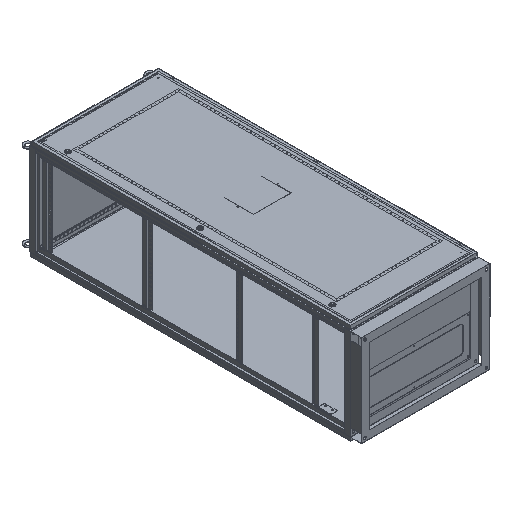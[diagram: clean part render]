
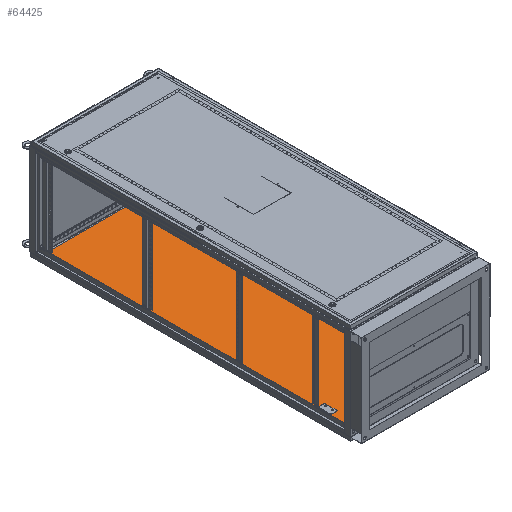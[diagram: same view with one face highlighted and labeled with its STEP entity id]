
A CAD part, isometric view. The second image highlights one B-rep face of the part: STEP entity #64425.
In plain terms, the highlighted face is planar.
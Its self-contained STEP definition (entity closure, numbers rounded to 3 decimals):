
#1276 = VECTOR ( 'NONE', #12508, 1000. ) ;
#2232 = VECTOR ( 'NONE', #66869, 1000. ) ;
#3739 = LINE ( 'NONE', #24795, #82415 ) ;
#4159 = ORIENTED_EDGE ( 'NONE', *, *, #10783, .T. ) ;
#8195 = VERTEX_POINT ( 'NONE', #71921 ) ;
#8354 = ORIENTED_EDGE ( 'NONE', *, *, #53139, .T. ) ;
#9293 = ORIENTED_EDGE ( 'NONE', *, *, #12292, .T. ) ;
#10783 = EDGE_CURVE ( 'NONE', #62899, #8195, #62528, .T. ) ;
#12292 = EDGE_CURVE ( 'NONE', #96370, #17782, #19699, .T. ) ;
#12437 = CARTESIAN_POINT ( 'NONE',  ( 0.5, -958., -1.5 ) ) ;
#12508 = DIRECTION ( 'NONE',  ( -1., 0., 0. ) ) ;
#12961 = VECTOR ( 'NONE', #58832, 1000. ) ;
#13607 = DIRECTION ( 'NONE',  ( 0., 1., 0. ) ) ;
#15086 = FACE_BOUND ( 'NONE', #83974, .T. ) ;
#17782 = VERTEX_POINT ( 'NONE', #29736 ) ;
#18994 = VECTOR ( 'NONE', #43144, 1000. ) ;
#19699 = LINE ( 'NONE', #22423, #98244 ) ;
#20123 = EDGE_CURVE ( 'NONE', #97528, #27392, #47568, .T. ) ;
#22423 = CARTESIAN_POINT ( 'NONE',  ( 366., 0., -1.5 ) ) ;
#23997 = ORIENTED_EDGE ( 'NONE', *, *, #67598, .T. ) ;
#24335 = LINE ( 'NONE', #79345, #62357 ) ;
#24795 = CARTESIAN_POINT ( 'NONE',  ( 0., 966., -1.5 ) ) ;
#25672 = CARTESIAN_POINT ( 'NONE',  ( -366., -966., -1.5 ) ) ;
#26193 = DIRECTION ( 'NONE',  ( 0., 0., 1. ) ) ;
#26642 = ORIENTED_EDGE ( 'NONE', *, *, #41193, .T. ) ;
#27392 = VERTEX_POINT ( 'NONE', #97050 ) ;
#27485 = VERTEX_POINT ( 'NONE', #37283 ) ;
#29736 = CARTESIAN_POINT ( 'NONE',  ( 366., -966., -1.5 ) ) ;
#30823 = VERTEX_POINT ( 'NONE', #25672 ) ;
#35464 = FACE_OUTER_BOUND ( 'NONE', #40624, .T. ) ;
#35941 = AXIS2_PLACEMENT_3D ( 'NONE', #56435, #26193, #79415 ) ;
#36596 = CARTESIAN_POINT ( 'NONE',  ( 366., 966., -1.5 ) ) ;
#37283 = CARTESIAN_POINT ( 'NONE',  ( -0.5, -958., -1.5 ) ) ;
#40624 = EDGE_LOOP ( 'NONE', ( #8354, #4159, #66759, #9293, #89186 ) ) ;
#41193 = EDGE_CURVE ( 'NONE', #97528, #60706, #41911, .T. ) ;
#41911 = LINE ( 'NONE', #96036, #1276 ) ;
#43144 = DIRECTION ( 'NONE',  ( -1., 0., 0. ) ) ;
#47117 = ORIENTED_EDGE ( 'NONE', *, *, #90421, .F. ) ;
#47391 = ORIENTED_EDGE ( 'NONE', *, *, #20123, .F. ) ;
#47568 = LINE ( 'NONE', #51635, #2232 ) ;
#48248 = CARTESIAN_POINT ( 'NONE',  ( -0.5, -898., -1.5 ) ) ;
#49078 = DIRECTION ( 'NONE',  ( 0., -1., 0. ) ) ;
#51601 = CARTESIAN_POINT ( 'NONE',  ( -366., -483., -1.5 ) ) ;
#51635 = CARTESIAN_POINT ( 'NONE',  ( 0.5, -958., -1.5 ) ) ;
#53139 = EDGE_CURVE ( 'NONE', #30823, #62899, #80947, .T. ) ;
#54048 = CARTESIAN_POINT ( 'NONE',  ( 0.5, -898., -1.5 ) ) ;
#56435 = CARTESIAN_POINT ( 'NONE',  ( 0., 0., -1.5 ) ) ;
#58035 = CARTESIAN_POINT ( 'NONE',  ( -366., 483., -1.5 ) ) ;
#58832 = DIRECTION ( 'NONE',  ( -1., 0., 0. ) ) ;
#60706 = VERTEX_POINT ( 'NONE', #48248 ) ;
#62357 = VECTOR ( 'NONE', #49078, 1000. ) ;
#62528 = LINE ( 'NONE', #58035, #80476 ) ;
#62899 = VERTEX_POINT ( 'NONE', #73454 ) ;
#64425 = ADVANCED_FACE ( 'NONE', ( #35464, #15086 ), #71706, .F. ) ;
#66466 = CARTESIAN_POINT ( 'NONE',  ( 0., -966., -1.5 ) ) ;
#66759 = ORIENTED_EDGE ( 'NONE', *, *, #69286, .T. ) ;
#66869 = DIRECTION ( 'NONE',  ( 0., -1., 0. ) ) ;
#67598 = EDGE_CURVE ( 'NONE', #60706, #27485, #24335, .T. ) ;
#69286 = EDGE_CURVE ( 'NONE', #8195, #96370, #3739, .T. ) ;
#71706 = PLANE ( 'NONE',  #35941 ) ;
#71921 = CARTESIAN_POINT ( 'NONE',  ( -366., 966., -1.5 ) ) ;
#73339 = DIRECTION ( 'NONE',  ( 0., 1., 0. ) ) ;
#73454 = CARTESIAN_POINT ( 'NONE',  ( -366., 0., -1.5 ) ) ;
#73715 = LINE ( 'NONE', #66466, #12961 ) ;
#79345 = CARTESIAN_POINT ( 'NONE',  ( -0.5, -958., -1.5 ) ) ;
#79415 = DIRECTION ( 'NONE',  ( 1., 0., 0. ) ) ;
#79729 = LINE ( 'NONE', #12437, #18994 ) ;
#80476 = VECTOR ( 'NONE', #73339, 1000. ) ;
#80947 = LINE ( 'NONE', #51601, #98762 ) ;
#82415 = VECTOR ( 'NONE', #85661, 1000. ) ;
#83634 = DIRECTION ( 'NONE',  ( 0., -1., 0. ) ) ;
#83974 = EDGE_LOOP ( 'NONE', ( #47391, #26642, #23997, #47117 ) ) ;
#85661 = DIRECTION ( 'NONE',  ( 1., 0., 0. ) ) ;
#87298 = EDGE_CURVE ( 'NONE', #17782, #30823, #73715, .T. ) ;
#89186 = ORIENTED_EDGE ( 'NONE', *, *, #87298, .T. ) ;
#90421 = EDGE_CURVE ( 'NONE', #27392, #27485, #79729, .T. ) ;
#96036 = CARTESIAN_POINT ( 'NONE',  ( 0.5, -898., -1.5 ) ) ;
#96370 = VERTEX_POINT ( 'NONE', #36596 ) ;
#97050 = CARTESIAN_POINT ( 'NONE',  ( 0.5, -958., -1.5 ) ) ;
#97528 = VERTEX_POINT ( 'NONE', #54048 ) ;
#98244 = VECTOR ( 'NONE', #83634, 1000. ) ;
#98762 = VECTOR ( 'NONE', #13607, 1000. ) ;
